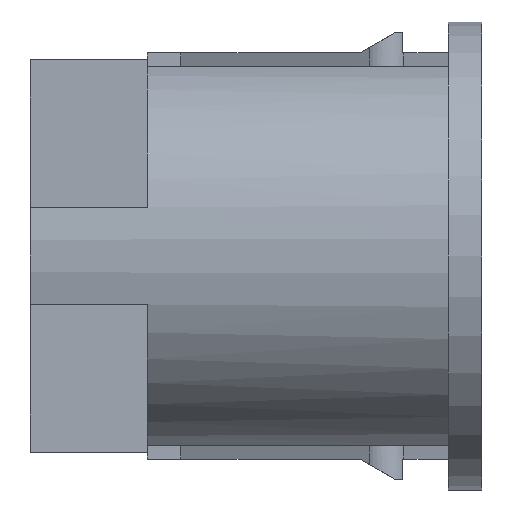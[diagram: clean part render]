
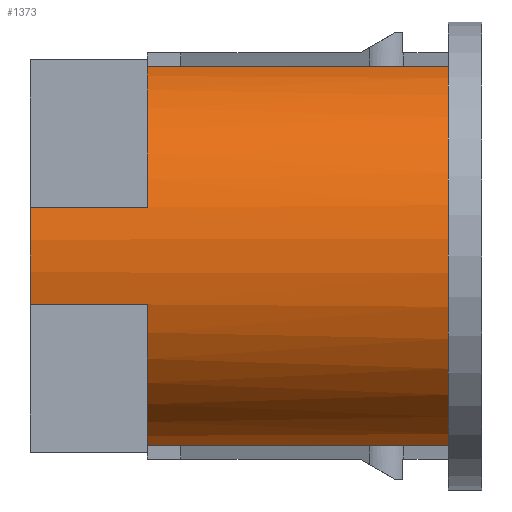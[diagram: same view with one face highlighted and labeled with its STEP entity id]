
A CAD part, left-side view. The second image highlights one B-rep face of the part: STEP entity #1373.
In plain terms, the highlighted cylindrical face has radius 11.75 mm (diameter 23.5 mm), a partial arc.
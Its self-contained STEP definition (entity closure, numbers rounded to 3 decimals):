
#25=CYLINDRICAL_SURFACE('',#1482,11.75);
#45=CIRCLE('',#1483,11.75);
#46=CIRCLE('',#1484,11.75);
#47=CIRCLE('',#1485,11.75);
#48=CIRCLE('',#1486,11.75);
#99=FACE_OUTER_BOUND('',#172,.T.);
#172=EDGE_LOOP('',(#1060,#1061,#1062,#1063,#1064,#1065,#1066,#1067));
#280=LINE('',#2074,#443);
#310=LINE('',#2142,#473);
#311=LINE('',#2146,#474);
#312=LINE('',#2150,#475);
#443=VECTOR('',#1674,10.);
#473=VECTOR('',#1736,10.);
#474=VECTOR('',#1739,10.);
#475=VECTOR('',#1742,10.);
#599=VERTEX_POINT('',#2072);
#600=VERTEX_POINT('',#2073);
#621=VERTEX_POINT('',#2139);
#622=VERTEX_POINT('',#2141);
#623=VERTEX_POINT('',#2143);
#624=VERTEX_POINT('',#2145);
#625=VERTEX_POINT('',#2147);
#626=VERTEX_POINT('',#2149);
#752=EDGE_CURVE('',#599,#600,#280,.T.);
#786=EDGE_CURVE('',#621,#600,#45,.T.);
#787=EDGE_CURVE('',#621,#622,#310,.T.);
#788=EDGE_CURVE('',#623,#622,#46,.T.);
#789=EDGE_CURVE('',#623,#624,#311,.T.);
#790=EDGE_CURVE('',#625,#624,#47,.T.);
#791=EDGE_CURVE('',#626,#625,#312,.T.);
#792=EDGE_CURVE('',#599,#626,#48,.T.);
#1060=ORIENTED_EDGE('',*,*,#752,.T.);
#1061=ORIENTED_EDGE('',*,*,#786,.F.);
#1062=ORIENTED_EDGE('',*,*,#787,.T.);
#1063=ORIENTED_EDGE('',*,*,#788,.F.);
#1064=ORIENTED_EDGE('',*,*,#789,.T.);
#1065=ORIENTED_EDGE('',*,*,#790,.F.);
#1066=ORIENTED_EDGE('',*,*,#791,.F.);
#1067=ORIENTED_EDGE('',*,*,#792,.F.);
#1373=ADVANCED_FACE('',(#99),#25,.T.);
#1482=AXIS2_PLACEMENT_3D('',#2138,#1732,#1733);
#1483=AXIS2_PLACEMENT_3D('',#2140,#1734,#1735);
#1484=AXIS2_PLACEMENT_3D('',#2144,#1737,#1738);
#1485=AXIS2_PLACEMENT_3D('',#2148,#1740,#1741);
#1486=AXIS2_PLACEMENT_3D('',#2151,#1743,#1744);
#1674=DIRECTION('',(0.,-1.,0.));
#1732=DIRECTION('center_axis',(0.,1.,0.));
#1733=DIRECTION('ref_axis',(1.,0.,0.));
#1734=DIRECTION('center_axis',(0.,-1.,0.));
#1735=DIRECTION('ref_axis',(1.,0.,0.));
#1736=DIRECTION('',(0.,1.,0.));
#1737=DIRECTION('center_axis',(0.,1.,0.));
#1738=DIRECTION('ref_axis',(1.,0.,0.));
#1739=DIRECTION('',(0.,1.,0.));
#1740=DIRECTION('center_axis',(0.,1.,0.));
#1741=DIRECTION('ref_axis',(1.,0.,0.));
#1742=DIRECTION('',(0.,1.,0.));
#1743=DIRECTION('center_axis',(0.,1.,0.));
#1744=DIRECTION('ref_axis',(1.,0.,0.));
#2072=CARTESIAN_POINT('',(-3.04,18.,-11.35));
#2073=CARTESIAN_POINT('',(-3.04,0.,-11.35));
#2074=CARTESIAN_POINT('',(-3.04,0.,-11.35));
#2138=CARTESIAN_POINT('Origin',(0.,0.,0.));
#2139=CARTESIAN_POINT('',(-3.04,0.,11.35));
#2140=CARTESIAN_POINT('Origin',(0.,0.,0.));
#2141=CARTESIAN_POINT('',(-3.04,18.,11.35));
#2142=CARTESIAN_POINT('',(-3.04,0.,11.35));
#2143=CARTESIAN_POINT('',(-11.387,18.,2.9));
#2144=CARTESIAN_POINT('Origin',(0.,18.,0.));
#2145=CARTESIAN_POINT('',(-11.387,25.,2.9));
#2146=CARTESIAN_POINT('',(-11.387,18.,2.9));
#2147=CARTESIAN_POINT('',(-11.387,25.,-2.9));
#2148=CARTESIAN_POINT('Origin',(0.,25.,0.));
#2149=CARTESIAN_POINT('',(-11.387,18.,-2.9));
#2150=CARTESIAN_POINT('',(-11.387,18.,-2.9));
#2151=CARTESIAN_POINT('Origin',(0.,18.,0.));
